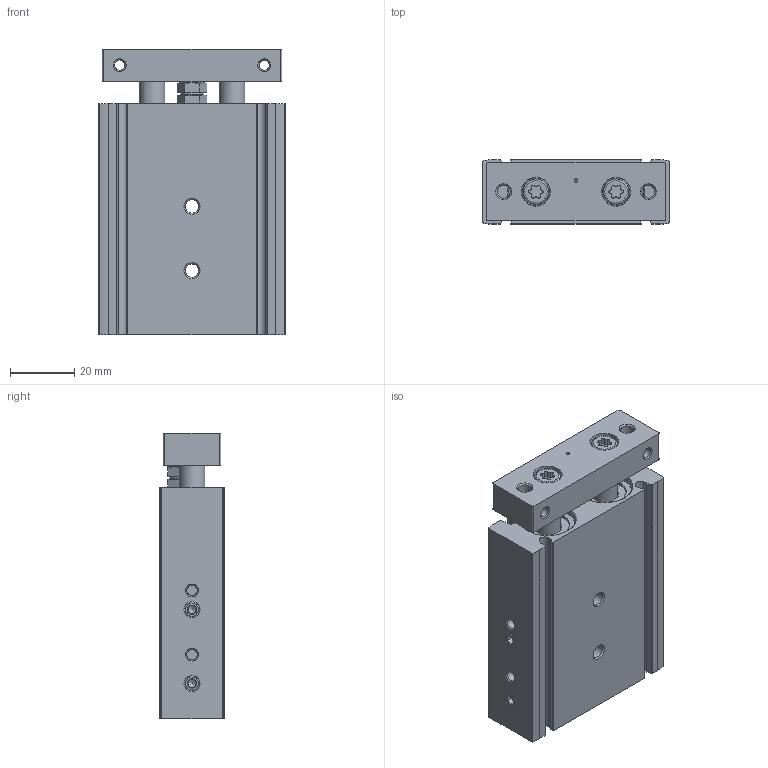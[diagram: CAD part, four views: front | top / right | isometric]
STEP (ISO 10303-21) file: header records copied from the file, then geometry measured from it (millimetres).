
FILE_DESCRIPTION(/* description */ ('STEP AP214'),/* implementation_level */ '2;1');
FILE_NAME(/* name */ '8100570_DGTZ-GF-16-10-P-A',/* time_stamp */ '2024-08-16T08:48:54+02:00',/* author */ ('License CC BY-ND 4.0'),/* organization */ ('CADENAS'),/* preprocessor_version */ 'ST-DEVELOPER v19.3',/* originating_system */ 'PARTsolutions',/* authorisation */ ' ');
FILE_SCHEMA (('AUTOMOTIVE_DESIGN {1 0 10303 214 3 1 1}'));
Length unit declared in the file: millimetre
Products named in the file (6): 8100570 DGTZ-GF-16-10-P-A-10---(high0); 8116417 DGTZ-GF-16-10---(high_z); 8116417 DGTZ-GF-16-10---(high_k); DIN-439-B - M5(F); Hexagon bolt DIN 933 - M5x18; ISO-4026 M5x5
Assembly tree (6 placements, depth 2):
  8100570 DGTZ-GF-16-10-P-A-10---(high0)
    8116417 DGTZ-GF-16-10---(high_z)
    8116417 DGTZ-GF-16-10---(high_k)
    DIN-439-B - M5(F)
    Hexagon bolt DIN 933 - M5x18
    ISO-4026 M5x5  x2
Bounding box: 58 x 20 x 89 mm (x, y, z)
Volume: 83721.1 mm3; surface area: 32116.2 mm2
Topology: 6 solids, 6 shells, 294 faces, 645 edges, 402 vertices
Faces by surface type: plane 117, cylinder 112, cone 56, torus 9
Full cylindrical faces by diameter (mm): 1 x1, 3.242 x8, 4.134 x10, 4.3 x2, 5 x3, 6 x2, 6.88 x1, 8 x7, 9 x2, 13.6 x4, 16 x4, 17 x4
Entity records: 7755 total; most frequent: CARTESIAN_POINT 1322, DIRECTION 1300, ORIENTED_EDGE 998, AXIS2_PLACEMENT_3D 558, EDGE_CURVE 499, FACE_BOUND 421, EDGE_LOOP 420, VERTEX_POINT 372
